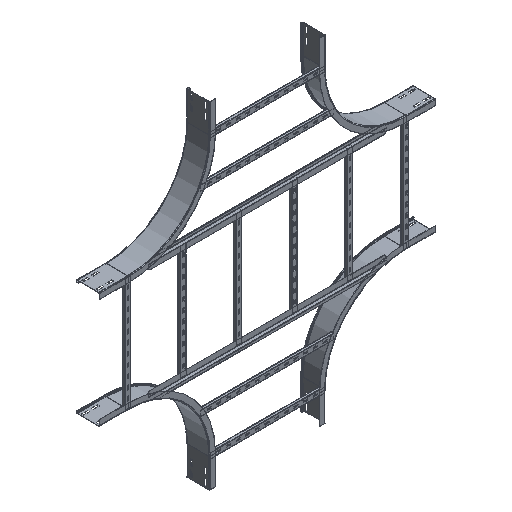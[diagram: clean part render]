
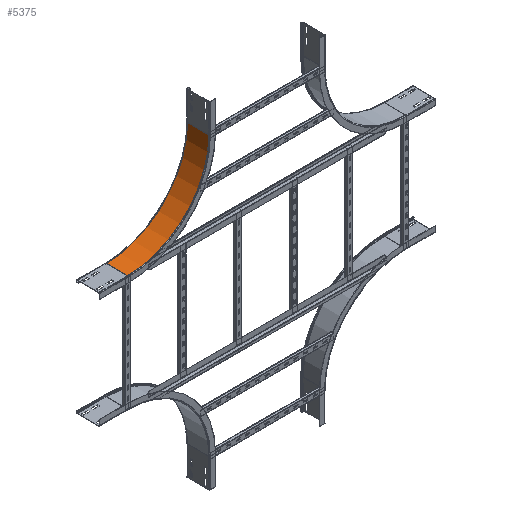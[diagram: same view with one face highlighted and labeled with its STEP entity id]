
A CAD part, isometric view. The second image highlights one B-rep face of the part: STEP entity #5375.
In plain terms, the highlighted cylindrical face has radius 420 mm (diameter 840 mm), a partial arc.
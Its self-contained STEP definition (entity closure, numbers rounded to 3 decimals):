
#196=CIRCLE('',#5786,420.);
#198=CIRCLE('',#5789,420.);
#284=CYLINDRICAL_SURFACE('',#5788,420.);
#376=FACE_OUTER_BOUND('',#690,.T.);
#690=EDGE_LOOP('',(#3802,#3803,#3804,#3805));
#1112=LINE('',#7861,#1770);
#1142=LINE('',#7940,#1800);
#1770=VECTOR('',#6336,10.);
#1800=VECTOR('',#6416,10.);
#2398=VERTEX_POINT('',#7854);
#2400=VERTEX_POINT('',#7860);
#2423=VERTEX_POINT('',#7934);
#2424=VERTEX_POINT('',#7938);
#2900=EDGE_CURVE('',#2398,#2400,#1112,.T.);
#2937=EDGE_CURVE('',#2423,#2398,#196,.T.);
#2939=EDGE_CURVE('',#2424,#2400,#198,.T.);
#2940=EDGE_CURVE('',#2423,#2424,#1142,.T.);
#3802=ORIENTED_EDGE('',*,*,#2900,.T.);
#3803=ORIENTED_EDGE('',*,*,#2939,.F.);
#3804=ORIENTED_EDGE('',*,*,#2940,.F.);
#3805=ORIENTED_EDGE('',*,*,#2937,.T.);
#5375=ADVANCED_FACE('',(#376),#284,.F.);
#5786=AXIS2_PLACEMENT_3D('',#7935,#6408,#6409);
#5788=AXIS2_PLACEMENT_3D('',#7937,#6412,#6413);
#5789=AXIS2_PLACEMENT_3D('',#7939,#6414,#6415);
#6336=DIRECTION('',(0.,1.,0.));
#6408=DIRECTION('center_axis',(0.,-1.,0.));
#6409=DIRECTION('ref_axis',(-1.,0.,0.));
#6412=DIRECTION('center_axis',(0.,-1.,0.));
#6413=DIRECTION('ref_axis',(-1.,0.,0.));
#6414=DIRECTION('center_axis',(0.,-1.,0.));
#6415=DIRECTION('ref_axis',(-1.,0.,0.));
#6416=DIRECTION('',(0.,1.,0.));
#7854=CARTESIAN_POINT('',(451.,4.,-420.));
#7860=CARTESIAN_POINT('',(451.,116.,-420.));
#7861=CARTESIAN_POINT('',(451.,116.,-420.));
#7934=CARTESIAN_POINT('',(31.,4.,0.));
#7935=CARTESIAN_POINT('Origin',(451.,4.,0.));
#7937=CARTESIAN_POINT('Origin',(451.,54.966,0.));
#7938=CARTESIAN_POINT('',(31.,116.,0.));
#7939=CARTESIAN_POINT('Origin',(451.,116.,0.));
#7940=CARTESIAN_POINT('',(31.,-27.524,0.));
